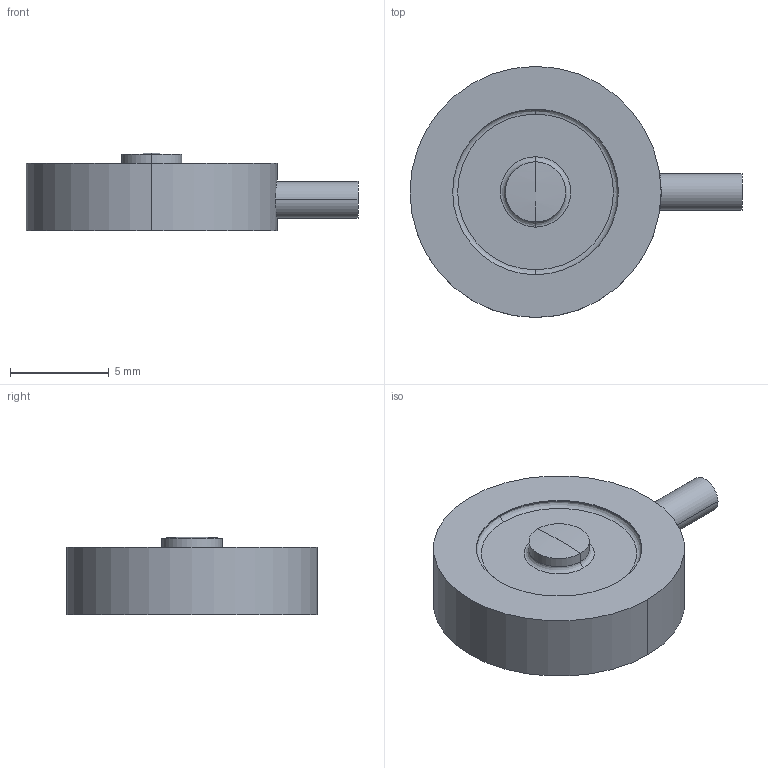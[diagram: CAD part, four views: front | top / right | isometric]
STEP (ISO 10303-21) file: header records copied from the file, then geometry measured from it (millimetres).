
FILE_DESCRIPTION((''),'2;1');
FILE_NAME('LLB250.stp','2010-11-11T10:55:54',(''),(''),'Mechanical Desktop 2008','Mechanical Desktop 2008',', , ');
FILE_SCHEMA(('CONFIG_CONTROL_DESIGN'));
Length unit declared in the file: inch
Products named in the file (2): FI1053-D; PART1
Assembly tree (1 placements, depth 2):
  FI1053-D
    PART1
Bounding box: 16.79 x 12.7 x 3.94 mm (x, y, z)
Volume: 330.9 mm3; surface area: 633.8 mm2
Topology: 2 solids, 2 shells, 35 faces, 77 edges, 50 vertices
Faces by surface type: cylinder 18, plane 10, bspline 4, sphere 2, cone 1
Entity records: 1301 total; most frequent: CARTESIAN_POINT 402, DIRECTION 186, ORIENTED_EDGE 150, AXIS2_PLACEMENT_3D 83, EDGE_CURVE 75, VERTEX_POINT 50, CIRCLE 50, EDGE_LOOP 41
